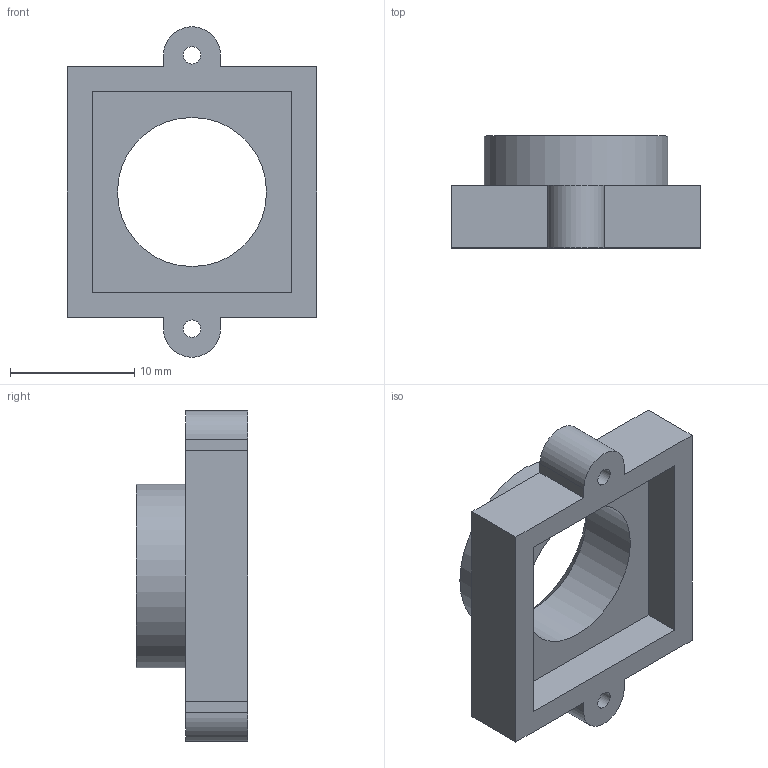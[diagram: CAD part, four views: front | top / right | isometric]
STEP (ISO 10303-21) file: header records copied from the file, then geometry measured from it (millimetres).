
FILE_DESCRIPTION(/* description */ (''),/* implementation_level */ '2;1');
FILE_NAME(/* name */ 'IRCUT.stp',/* time_stamp */ '2022-05-29T04:11:34+03:00',/* author */ (''),/* organization */ ('MAXLABIO INC.'),/* preprocessor_version */ 'ST-DEVELOPER v18.1',/* originating_system */ 'Autodesk Inventor 2021',/* authorisation */ '');
FILE_SCHEMA (('AUTOMOTIVE_DESIGN { 1 0 10303 214 3 1 1 }'));
Length unit declared in the file: millimetre
Products named in the file (1): IRCUT
Bounding box: 20.06 x 9 x 26.6 mm (x, y, z)
Volume: 1344.3 mm3; surface area: 1703.7 mm2
Topology: 1 solids, 1 shells, 25 faces, 66 edges, 45 vertices
Faces by surface type: plane 18, cylinder 6, cone 1
Full cylindrical faces by diameter (mm): 1.4 x2, 12 x1, 14.8 x1
Entity records: 834 total; most frequent: CARTESIAN_POINT 137, DIRECTION 135, ORIENTED_EDGE 132, EDGE_CURVE 66, LINE 49, VECTOR 49, VERTEX_POINT 45, AXIS2_PLACEMENT_3D 43
